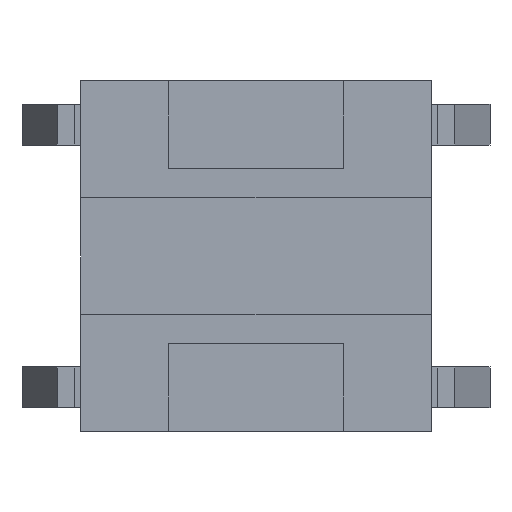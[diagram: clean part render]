
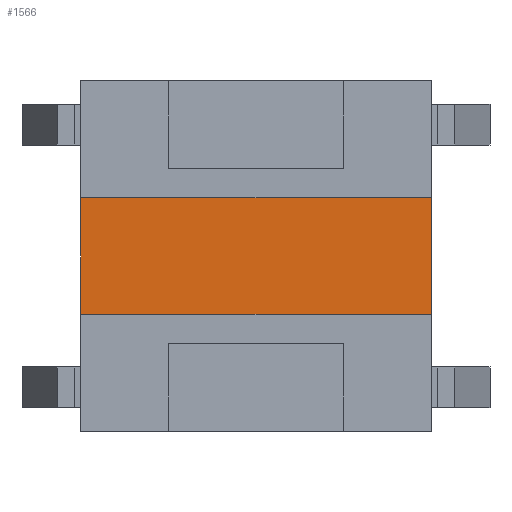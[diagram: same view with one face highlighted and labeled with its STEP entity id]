
A CAD part, front view. The second image highlights one B-rep face of the part: STEP entity #1566.
In plain terms, the highlighted planar face has unit normal (0, -1, 0).
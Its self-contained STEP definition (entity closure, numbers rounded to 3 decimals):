
#38 = ORIENTED_EDGE ( 'NONE', *, *, #809, .F. ) ;
#142 = LINE ( 'NONE', #630, #419 ) ;
#179 = CARTESIAN_POINT ( 'NONE',  ( 3., -3.1, -1. ) ) ;
#180 = CARTESIAN_POINT ( 'NONE',  ( 3., -3.1, 1. ) ) ;
#256 = ORIENTED_EDGE ( 'NONE', *, *, #2023, .T. ) ;
#334 = EDGE_LOOP ( 'NONE', ( #256, #2240, #38, #351 ) ) ;
#351 = ORIENTED_EDGE ( 'NONE', *, *, #2059, .T. ) ;
#419 = VECTOR ( 'NONE', #2024, 1000. ) ;
#519 = VERTEX_POINT ( 'NONE', #2089 ) ;
#560 = FACE_OUTER_BOUND ( 'NONE', #334, .T. ) ;
#630 = CARTESIAN_POINT ( 'NONE',  ( 3., -3.1, 1. ) ) ;
#809 = EDGE_CURVE ( 'NONE', #2753, #1699, #875, .T. ) ;
#857 = CARTESIAN_POINT ( 'NONE',  ( -3., -3.1, 1. ) ) ;
#869 = LINE ( 'NONE', #857, #1591 ) ;
#875 = LINE ( 'NONE', #180, #1775 ) ;
#974 = CARTESIAN_POINT ( 'NONE',  ( 3., -3.1, -1. ) ) ;
#1107 = DIRECTION ( 'NONE',  ( 0., 0., -1. ) ) ;
#1400 = VECTOR ( 'NONE', #2931, 1000. ) ;
#1500 = PLANE ( 'NONE',  #2929 ) ;
#1566 = ADVANCED_FACE ( 'NONE', ( #560 ), #1500, .F. ) ;
#1591 = VECTOR ( 'NONE', #2703, 1000. ) ;
#1651 = EDGE_CURVE ( 'NONE', #1699, #2367, #1817, .T. ) ;
#1699 = VERTEX_POINT ( 'NONE', #974 ) ;
#1775 = VECTOR ( 'NONE', #1107, 1000. ) ;
#1817 = LINE ( 'NONE', #179, #1400 ) ;
#2023 = EDGE_CURVE ( 'NONE', #519, #2367, #869, .T. ) ;
#2024 = DIRECTION ( 'NONE',  ( -1., 0., 0. ) ) ;
#2029 = DIRECTION ( 'NONE',  ( 0., 1., 0. ) ) ;
#2059 = EDGE_CURVE ( 'NONE', #2753, #519, #142, .T. ) ;
#2089 = CARTESIAN_POINT ( 'NONE',  ( -3., -3.1, 1. ) ) ;
#2120 = CARTESIAN_POINT ( 'NONE',  ( 3., -3.1, 1. ) ) ;
#2240 = ORIENTED_EDGE ( 'NONE', *, *, #1651, .F. ) ;
#2367 = VERTEX_POINT ( 'NONE', #2670 ) ;
#2670 = CARTESIAN_POINT ( 'NONE',  ( -3., -3.1, -1. ) ) ;
#2703 = DIRECTION ( 'NONE',  ( 0., 0., -1. ) ) ;
#2749 = DIRECTION ( 'NONE',  ( 0., 0., 1. ) ) ;
#2753 = VERTEX_POINT ( 'NONE', #2120 ) ;
#2929 = AXIS2_PLACEMENT_3D ( 'NONE', #2957, #2029, #2749 ) ;
#2931 = DIRECTION ( 'NONE',  ( -1., 0., 0. ) ) ;
#2957 = CARTESIAN_POINT ( 'NONE',  ( 3., -3.1, 1. ) ) ;
